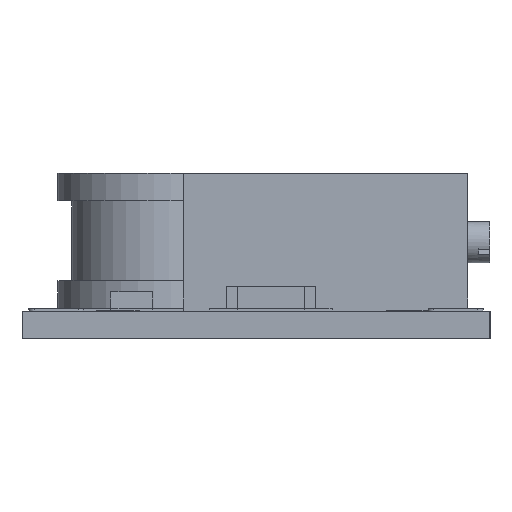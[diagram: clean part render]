
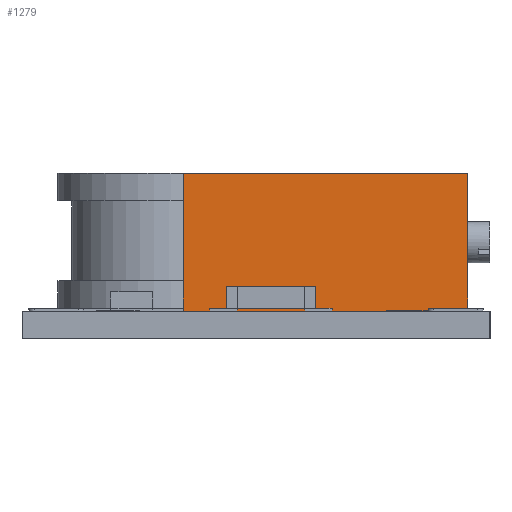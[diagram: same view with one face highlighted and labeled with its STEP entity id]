
A CAD part, left-side view. The second image highlights one B-rep face of the part: STEP entity #1279.
In plain terms, the highlighted planar face has unit normal (-1, 0, 0).
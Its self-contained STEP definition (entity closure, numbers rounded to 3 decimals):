
#1279=ADVANCED_FACE('',(#19662),#19664,.T.);
#19662=FACE_BOUND('',#19663,.T.);
#19663=EDGE_LOOP('',(#35077,#35078,#35079,#35080));
#19664=PLANE('',#19665);
#19665=AXIS2_PLACEMENT_3D('',#19666,#19667,#19668);
#19666=CARTESIAN_POINT('',(-26.907,-5.854,0.));
#19667=DIRECTION('',(-1.,0.,0.));
#19668=DIRECTION('',(0.,-1.,0.));
#35077=ORIENTED_EDGE('',*,*,#45347,.T.);
#35078=ORIENTED_EDGE('',*,*,#46607,.T.);
#35079=ORIENTED_EDGE('',*,*,#46611,.F.);
#35080=ORIENTED_EDGE('',*,*,#46612,.F.);
#45347=EDGE_CURVE('',#51389,#51387,#51390,.T.);
#46607=EDGE_CURVE('',#51387,#53882,#53884,.T.);
#46611=EDGE_CURVE('',#53890,#53882,#53891,.T.);
#46612=EDGE_CURVE('',#51389,#53890,#53892,.T.);
#51387=VERTEX_POINT('',#61620);
#51389=VERTEX_POINT('',#61624);
#51390=LINE('',#61625,#61626);
#53882=VERTEX_POINT('',#66802);
#53884=LINE('',#66806,#66807);
#53890=VERTEX_POINT('',#66822);
#53891=LINE('',#66823,#66824);
#53892=LINE('',#66826,#66827);
#61620=CARTESIAN_POINT('',(-26.907,-16.2,0.));
#61624=CARTESIAN_POINT('',(-26.907,-5.854,0.));
#61625=CARTESIAN_POINT('',(-26.907,-5.854,0.));
#61626=VECTOR('',#61627,1.);
#61627=DIRECTION('',(0.,-1.,0.));
#66802=CARTESIAN_POINT('',(-26.907,-16.2,5.));
#66806=CARTESIAN_POINT('',(-26.907,-16.2,0.));
#66807=VECTOR('',#66808,1.);
#66808=DIRECTION('',(0.,0.,1.));
#66822=CARTESIAN_POINT('',(-26.907,-5.854,5.));
#66823=CARTESIAN_POINT('',(-26.907,-5.854,5.));
#66824=VECTOR('',#66825,1.);
#66825=DIRECTION('',(0.,-1.,0.));
#66826=CARTESIAN_POINT('',(-26.907,-5.854,0.));
#66827=VECTOR('',#66828,1.);
#66828=DIRECTION('',(0.,0.,1.));
